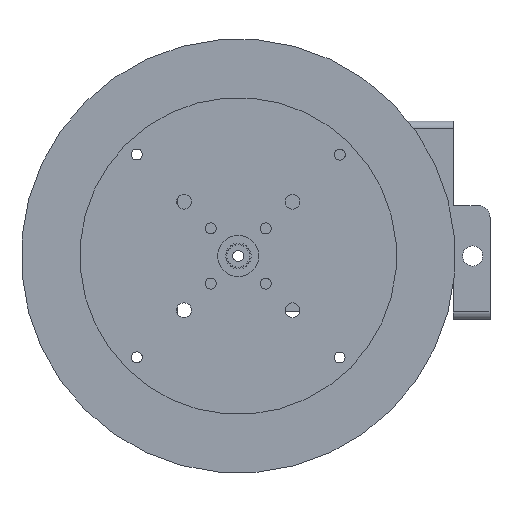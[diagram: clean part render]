
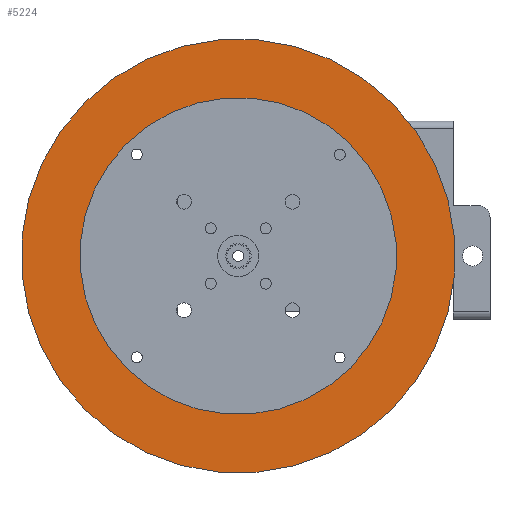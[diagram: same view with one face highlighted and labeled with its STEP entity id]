
A CAD part, front view. The second image highlights one B-rep face of the part: STEP entity #5224.
In plain terms, the highlighted face is planar.
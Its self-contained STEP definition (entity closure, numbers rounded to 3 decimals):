
#166 = CIRCLE ( 'NONE', #4207, 46.99 ) ;
#345 = ORIENTED_EDGE ( 'NONE', *, *, #1004, .T. ) ;
#358 = DIRECTION ( 'NONE',  ( 0., 1., 0. ) ) ;
#410 = DIRECTION ( 'NONE',  ( 0., 0., 1. ) ) ;
#497 = PLANE ( 'NONE',  #4006 ) ;
#841 = FACE_OUTER_BOUND ( 'NONE', #4202, .T. ) ;
#906 = FACE_BOUND ( 'NONE', #3586, .T. ) ;
#1004 = EDGE_CURVE ( 'NONE', #3420, #4280, #166, .T. ) ;
#1167 = CIRCLE ( 'NONE', #4935, 34.29 ) ;
#1475 = ORIENTED_EDGE ( 'NONE', *, *, #3893, .F. ) ;
#1552 = CARTESIAN_POINT ( 'NONE',  ( 0., 3.81, 0. ) ) ;
#1617 = VERTEX_POINT ( 'NONE', #3408 ) ;
#1800 = DIRECTION ( 'NONE',  ( 0., 1., 0. ) ) ;
#2027 = CARTESIAN_POINT ( 'NONE',  ( 0., 3.81, 46.99 ) ) ;
#2043 = CARTESIAN_POINT ( 'NONE',  ( 0., 3.81, -46.99 ) ) ;
#2084 = AXIS2_PLACEMENT_3D ( 'NONE', #3390, #3969, #4790 ) ;
#2616 = ORIENTED_EDGE ( 'NONE', *, *, #3099, .T. ) ;
#2660 = EDGE_CURVE ( 'NONE', #5484, #1617, #3986, .T. ) ;
#2937 = CIRCLE ( 'NONE', #2084, 46.99 ) ;
#3099 = EDGE_CURVE ( 'NONE', #4280, #3420, #2937, .T. ) ;
#3243 = DIRECTION ( 'NONE',  ( 0., 1., 0. ) ) ;
#3276 = DIRECTION ( 'NONE',  ( 0., 0., 1. ) ) ;
#3390 = CARTESIAN_POINT ( 'NONE',  ( 0., 3.81, 0. ) ) ;
#3408 = CARTESIAN_POINT ( 'NONE',  ( 0., 3.81, 34.29 ) ) ;
#3420 = VERTEX_POINT ( 'NONE', #2027 ) ;
#3427 = CARTESIAN_POINT ( 'NONE',  ( 0., 3.81, -34.29 ) ) ;
#3586 = EDGE_LOOP ( 'NONE', ( #4451, #1475 ) ) ;
#3840 = DIRECTION ( 'NONE',  ( 0., 0., 1. ) ) ;
#3891 = CARTESIAN_POINT ( 'NONE',  ( 0., 3.81, 0. ) ) ;
#3893 = EDGE_CURVE ( 'NONE', #1617, #5484, #1167, .T. ) ;
#3969 = DIRECTION ( 'NONE',  ( 0., 1., 0. ) ) ;
#3986 = CIRCLE ( 'NONE', #4356, 34.29 ) ;
#4006 = AXIS2_PLACEMENT_3D ( 'NONE', #5379, #1800, #410 ) ;
#4202 = EDGE_LOOP ( 'NONE', ( #2616, #345 ) ) ;
#4207 = AXIS2_PLACEMENT_3D ( 'NONE', #4238, #3243, #3276 ) ;
#4238 = CARTESIAN_POINT ( 'NONE',  ( 0., 3.81, 0. ) ) ;
#4280 = VERTEX_POINT ( 'NONE', #2043 ) ;
#4356 = AXIS2_PLACEMENT_3D ( 'NONE', #1552, #4742, #3840 ) ;
#4451 = ORIENTED_EDGE ( 'NONE', *, *, #2660, .F. ) ;
#4742 = DIRECTION ( 'NONE',  ( 0., 1., 0. ) ) ;
#4777 = DIRECTION ( 'NONE',  ( 0., 0., 1. ) ) ;
#4790 = DIRECTION ( 'NONE',  ( 0., 0., 1. ) ) ;
#4935 = AXIS2_PLACEMENT_3D ( 'NONE', #3891, #358, #4777 ) ;
#5224 = ADVANCED_FACE ( 'NONE', ( #841, #906 ), #497, .T. ) ;
#5379 = CARTESIAN_POINT ( 'NONE',  ( 0., 3.81, 0. ) ) ;
#5484 = VERTEX_POINT ( 'NONE', #3427 ) ;
